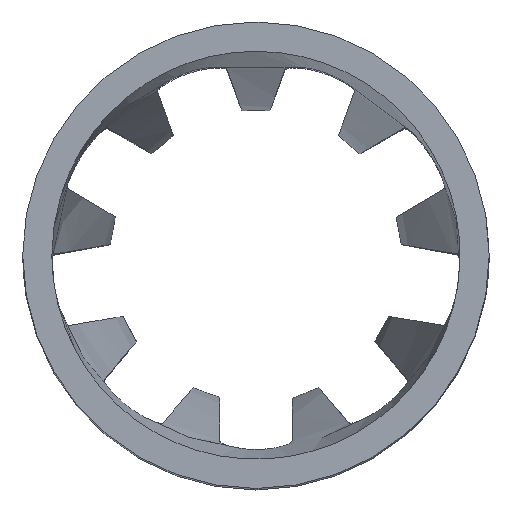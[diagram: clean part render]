
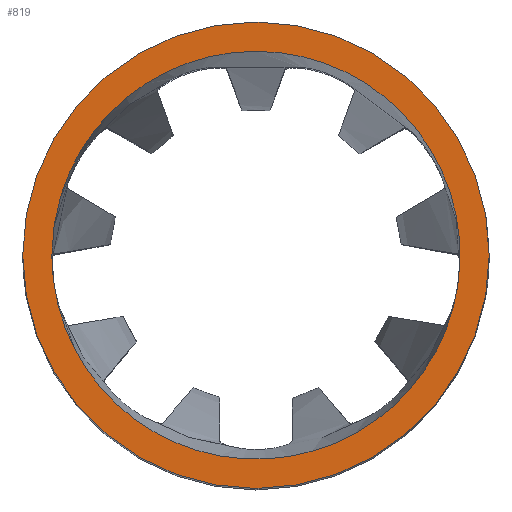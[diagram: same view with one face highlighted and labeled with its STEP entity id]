
A CAD part, top view. The second image highlights one B-rep face of the part: STEP entity #819.
In plain terms, the highlighted planar face has unit normal (0, 0, 1).
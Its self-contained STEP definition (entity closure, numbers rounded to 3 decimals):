
#31=FACE_BOUND('',#153,.T.);
#33=CIRCLE('',#843,1.6);
#95=FACE_OUTER_BOUND('',#152,.T.);
#152=EDGE_LOOP('',(#756));
#153=EDGE_LOOP('',(#757));
#283=B_SPLINE_CURVE_WITH_KNOTS('',3,(#3191,#3192,#3193,#3194,#3195,#3196,
#3197,#3198,#3199,#3200,#3201,#3202,#3203,#3204,#3205,#3206,#3207,#3208,
#3209,#3210,#3211,#3212,#3213,#3214,#3215,#3216,#3217,#3218,#3219,#3220,
#3221,#3222,#3223,#3224,#3225,#3226),.UNSPECIFIED.,.T.,.F.,(4,2,2,2,2,2,
2,2,2,2,2,2,2,2,2,2,2,4),(0.,0.055,0.109,0.164,
0.219,0.273,0.328,0.383,
0.437,0.492,0.547,0.601,
0.656,0.711,0.765,0.82,
0.851,0.882),.UNSPECIFIED.);
#333=VERTEX_POINT('',#1851);
#364=VERTEX_POINT('',#3184);
#423=EDGE_CURVE('',#333,#333,#33,.T.);
#457=EDGE_CURVE('',#364,#364,#283,.T.);
#756=ORIENTED_EDGE('',*,*,#423,.T.);
#757=ORIENTED_EDGE('',*,*,#457,.T.);
#778=PLANE('',#873);
#819=ADVANCED_FACE('',(#95,#31),#778,.T.);
#843=AXIS2_PLACEMENT_3D('',#1859,#901,#902);
#873=AXIS2_PLACEMENT_3D('',#4371,#990,#991);
#901=DIRECTION('center_axis',(0.,0.,1.));
#902=DIRECTION('ref_axis',(1.,0.,0.));
#990=DIRECTION('center_axis',(0.,0.,1.));
#991=DIRECTION('ref_axis',(1.,0.,0.));
#1851=CARTESIAN_POINT('',(-1.6,0.,6.));
#1859=CARTESIAN_POINT('Origin',(0.,0.,6.));
#3184=CARTESIAN_POINT('',(-1.4,0.,6.));
#3191=CARTESIAN_POINT('Ctrl Pts',(-1.4,0.,6.));
#3192=CARTESIAN_POINT('Ctrl Pts',(-1.4,0.182,6.));
#3193=CARTESIAN_POINT('Ctrl Pts',(-1.364,0.363,6.));
#3194=CARTESIAN_POINT('Ctrl Pts',(-1.226,0.7,6.));
#3195=CARTESIAN_POINT('Ctrl Pts',(-1.125,0.853,6.));
#3196=CARTESIAN_POINT('Ctrl Pts',(-0.869,1.112,6.));
#3197=CARTESIAN_POINT('Ctrl Pts',(-0.717,1.215,6.));
#3198=CARTESIAN_POINT('Ctrl Pts',(-0.382,1.358,6.));
#3199=CARTESIAN_POINT('Ctrl Pts',(-0.201,1.396,6.));
#3200=CARTESIAN_POINT('Ctrl Pts',(0.164,1.401,6.));
#3201=CARTESIAN_POINT('Ctrl Pts',(0.345,1.368,6.));
#3202=CARTESIAN_POINT('Ctrl Pts',(0.685,1.234,6.));
#3203=CARTESIAN_POINT('Ctrl Pts',(0.84,1.134,6.));
#3204=CARTESIAN_POINT('Ctrl Pts',(1.102,0.882,6.));
#3205=CARTESIAN_POINT('Ctrl Pts',(1.207,0.731,6.));
#3206=CARTESIAN_POINT('Ctrl Pts',(1.354,0.398,6.));
#3207=CARTESIAN_POINT('Ctrl Pts',(1.395,0.219,6.));
#3208=CARTESIAN_POINT('Ctrl Pts',(1.404,-0.145,6.));
#3209=CARTESIAN_POINT('Ctrl Pts',(1.373,-0.327,6.));
#3210=CARTESIAN_POINT('Ctrl Pts',(1.244,-0.667,6.));
#3211=CARTESIAN_POINT('Ctrl Pts',(1.147,-0.823,6.));
#3212=CARTESIAN_POINT('Ctrl Pts',(0.898,-1.089,6.));
#3213=CARTESIAN_POINT('Ctrl Pts',(0.749,-1.196,6.));
#3214=CARTESIAN_POINT('Ctrl Pts',(0.417,-1.348,6.));
#3215=CARTESIAN_POINT('Ctrl Pts',(0.238,-1.391,6.));
#3216=CARTESIAN_POINT('Ctrl Pts',(-0.127,-1.405,
6.));
#3217=CARTESIAN_POINT('Ctrl Pts',(-0.309,-1.377,
6.));
#3218=CARTESIAN_POINT('Ctrl Pts',(-0.652,-1.251,
6.));
#3219=CARTESIAN_POINT('Ctrl Pts',(-0.809,-1.156,
6.));
#3220=CARTESIAN_POINT('Ctrl Pts',(-1.079,-0.911,6.));
#3221=CARTESIAN_POINT('Ctrl Pts',(-1.188,-0.763,
6.));
#3222=CARTESIAN_POINT('Ctrl Pts',(-1.31,-0.505,6.));
#3223=CARTESIAN_POINT('Ctrl Pts',(-1.343,-0.407,
6.));
#3224=CARTESIAN_POINT('Ctrl Pts',(-1.389,-0.206,
6.));
#3225=CARTESIAN_POINT('Ctrl Pts',(-1.4,-0.103,6.));
#3226=CARTESIAN_POINT('Ctrl Pts',(-1.4,0.,6.));
#4371=CARTESIAN_POINT('Origin',(0.,0.,6.));
